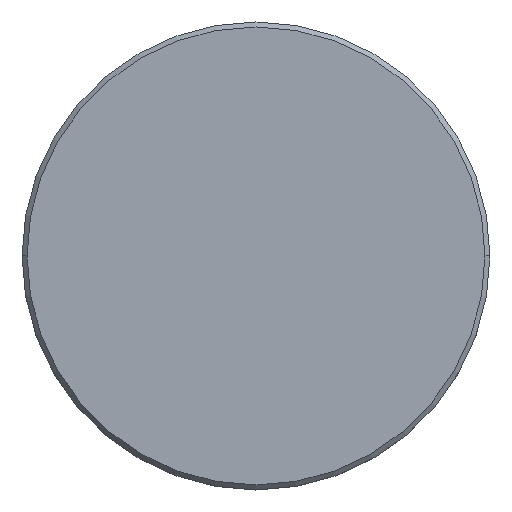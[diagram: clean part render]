
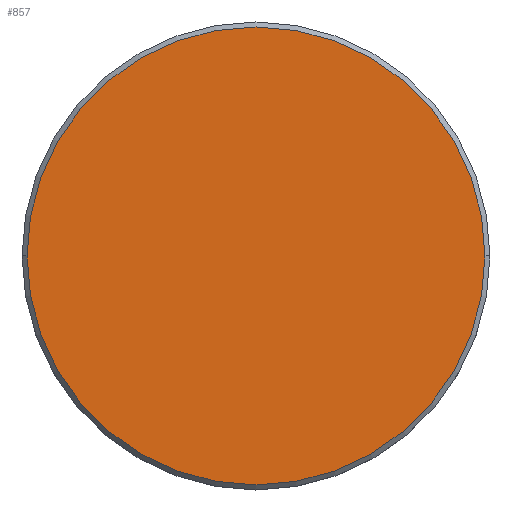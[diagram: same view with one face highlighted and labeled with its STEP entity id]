
A CAD part, top view. The second image highlights one B-rep face of the part: STEP entity #857.
In plain terms, the highlighted planar face has unit normal (0, 0, 1).
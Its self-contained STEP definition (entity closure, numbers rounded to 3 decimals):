
#13 = AXIS2_PLACEMENT_3D ( 'NONE', #633, #814, #629 ) ;
#21 = ORIENTED_EDGE ( 'NONE', *, *, #402, .T. ) ;
#33 = VERTEX_POINT ( 'NONE', #1113 ) ;
#45 = EDGE_LOOP ( 'NONE', ( #673, #21 ) ) ;
#177 = CIRCLE ( 'NONE', #826, 23. ) ;
#357 = DIRECTION ( 'NONE',  ( 1., 0., 0. ) ) ;
#402 = EDGE_CURVE ( 'NONE', #954, #33, #917, .T. ) ;
#431 = FACE_OUTER_BOUND ( 'NONE', #45, .T. ) ;
#547 = AXIS2_PLACEMENT_3D ( 'NONE', #796, #1179, #357 ) ;
#629 = DIRECTION ( 'NONE',  ( 1., 0., 0. ) ) ;
#633 = CARTESIAN_POINT ( 'NONE',  ( 0., 0., 0. ) ) ;
#673 = ORIENTED_EDGE ( 'NONE', *, *, #1103, .T. ) ;
#796 = CARTESIAN_POINT ( 'NONE',  ( 0., 0., 0. ) ) ;
#814 = DIRECTION ( 'NONE',  ( 0., 0., 1. ) ) ;
#826 = AXIS2_PLACEMENT_3D ( 'NONE', #916, #1111, #1021 ) ;
#857 = ADVANCED_FACE ( 'NONE', ( #431 ), #1171, .T. ) ;
#916 = CARTESIAN_POINT ( 'NONE',  ( 0., 0., 0. ) ) ;
#917 = CIRCLE ( 'NONE', #13, 23. ) ;
#954 = VERTEX_POINT ( 'NONE', #1081 ) ;
#1021 = DIRECTION ( 'NONE',  ( 1., 0., 0. ) ) ;
#1081 = CARTESIAN_POINT ( 'NONE',  ( 23., 0., 0. ) ) ;
#1103 = EDGE_CURVE ( 'NONE', #33, #954, #177, .T. ) ;
#1111 = DIRECTION ( 'NONE',  ( 0., 0., 1. ) ) ;
#1113 = CARTESIAN_POINT ( 'NONE',  ( -23., 0., 0. ) ) ;
#1171 = PLANE ( 'NONE',  #547 ) ;
#1179 = DIRECTION ( 'NONE',  ( 0., 0., 1. ) ) ;
